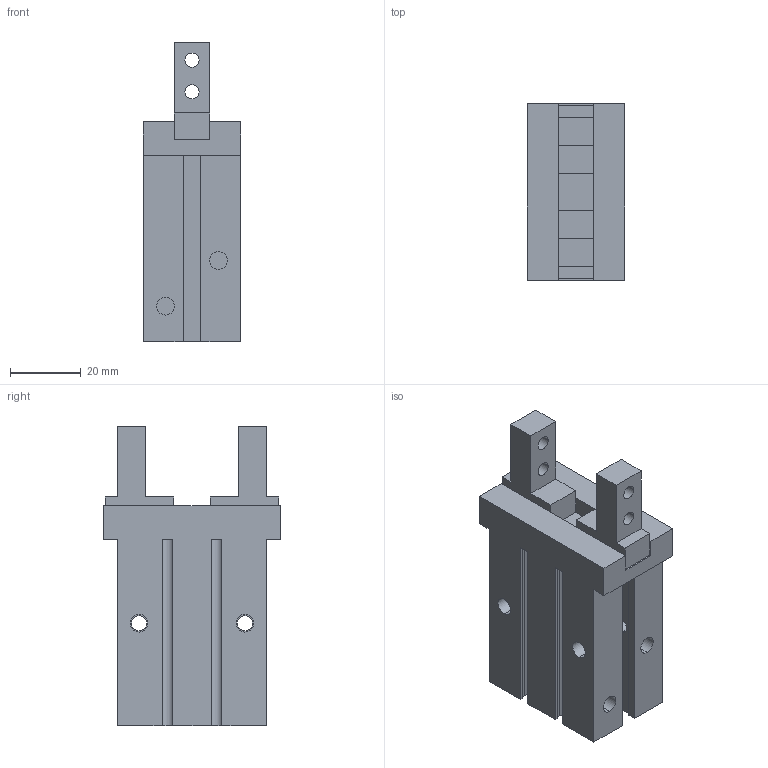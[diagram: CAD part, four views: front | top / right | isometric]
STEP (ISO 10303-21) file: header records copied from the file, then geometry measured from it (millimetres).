
FILE_DESCRIPTION (( 'STEP AP214' ), '1' );
FILE_NAME ('MHZ2-20D.step.step', '2011-05-16T23:58:26', ( 'sysAdmin' ), ( 'SolidWorks' ), 'SwSTEP 2.0', 'SolidWorks 2011', '' );
FILE_SCHEMA (( 'AUTOMOTIVE_DESIGN' ));
Length unit declared in the file: millimetre
Products named in the file (3): MHZ2-20D.step_mhz2-prong_20; MHZ2-20D.step; MHZ2-20D.step_MHZ2-Body_20
Assembly tree (3 placements, depth 2):
  MHZ2-20D.step
    MHZ2-20D.step_mhz2-prong_20  x2
    MHZ2-20D.step_MHZ2-Body_20
Bounding box: 27.6 x 50 x 84.8 mm (x, y, z)
Volume: 66287.7 mm3; surface area: 20652 mm2
Topology: 3 solids, 3 shells, 126 faces, 324 edges, 216 vertices
Faces by surface type: plane 74, cylinder 52
Entity records: 3570 total; most frequent: DIRECTION 620, CARTESIAN_POINT 598, ORIENTED_EDGE 576, EDGE_CURVE 288, AXIS2_PLACEMENT_3D 214, LINE 192, VECTOR 192, VERTEX_POINT 192
